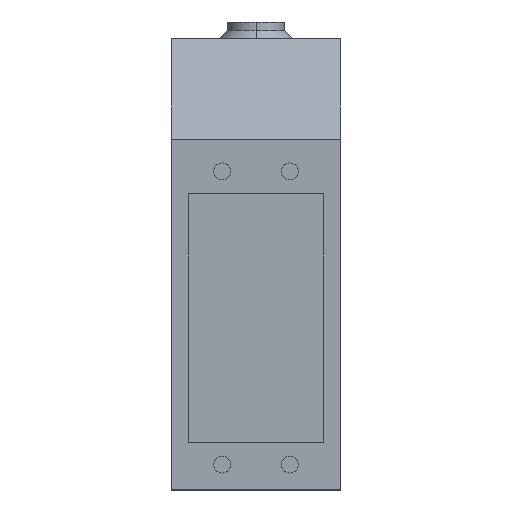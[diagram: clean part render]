
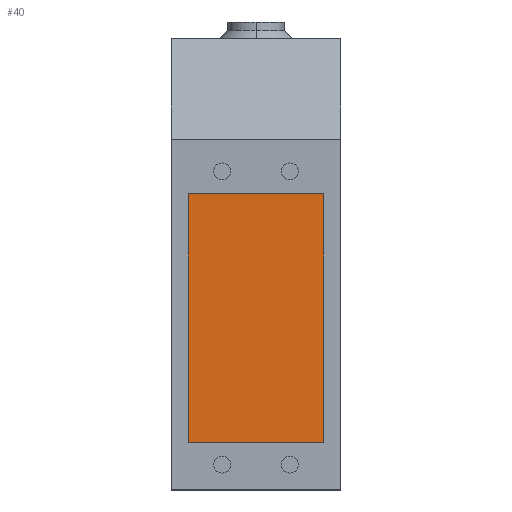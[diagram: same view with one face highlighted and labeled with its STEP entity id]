
A CAD part, left-side view. The second image highlights one B-rep face of the part: STEP entity #40.
In plain terms, the highlighted planar face has unit normal (-1, 0, 0).
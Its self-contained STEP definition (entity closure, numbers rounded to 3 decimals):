
#11 = LINE ( 'NONE', #858, #311 ) ;
#16 = CARTESIAN_POINT ( 'NONE',  ( -64., 3., -71.5 ) ) ;
#25 = EDGE_LOOP ( 'NONE', ( #1058, #1009, #963, #1019 ) ) ;
#40 = ADVANCED_FACE ( 'NONE', ( #1180 ), #108, .F. ) ;
#53 = DIRECTION ( 'NONE',  ( 0., 0., -1. ) ) ;
#86 = EDGE_CURVE ( 'NONE', #1350, #581, #357, .T. ) ;
#108 = PLANE ( 'NONE',  #432 ) ;
#274 = VECTOR ( 'NONE', #53, 1000. ) ;
#277 = DIRECTION ( 'NONE',  ( 0., 1., 0. ) ) ;
#311 = VECTOR ( 'NONE', #1434, 1000. ) ;
#357 = LINE ( 'NONE', #573, #629 ) ;
#363 = VECTOR ( 'NONE', #277, 1000. ) ;
#377 = CARTESIAN_POINT ( 'NONE',  ( -64., 3., -27.5 ) ) ;
#432 = AXIS2_PLACEMENT_3D ( 'NONE', #586, #934, #578 ) ;
#523 = CARTESIAN_POINT ( 'NONE',  ( -64., 3., -17.757 ) ) ;
#573 = CARTESIAN_POINT ( 'NONE',  ( -64., 27., -17.757 ) ) ;
#578 = DIRECTION ( 'NONE',  ( 0., 0., -1. ) ) ;
#581 = VERTEX_POINT ( 'NONE', #1518 ) ;
#586 = CARTESIAN_POINT ( 'NONE',  ( -64., 0., 0. ) ) ;
#614 = EDGE_CURVE ( 'NONE', #1335, #1350, #1224, .T. ) ;
#629 = VECTOR ( 'NONE', #1048, 1000. ) ;
#711 = EDGE_CURVE ( 'NONE', #1314, #1335, #1455, .T. ) ;
#858 = CARTESIAN_POINT ( 'NONE',  ( -64., 30., -27.5 ) ) ;
#927 = EDGE_CURVE ( 'NONE', #581, #1314, #11, .T. ) ;
#934 = DIRECTION ( 'NONE',  ( 1., 0., 0. ) ) ;
#963 = ORIENTED_EDGE ( 'NONE', *, *, #86, .F. ) ;
#1009 = ORIENTED_EDGE ( 'NONE', *, *, #927, .F. ) ;
#1019 = ORIENTED_EDGE ( 'NONE', *, *, #614, .F. ) ;
#1048 = DIRECTION ( 'NONE',  ( 0., 0., 1. ) ) ;
#1058 = ORIENTED_EDGE ( 'NONE', *, *, #711, .F. ) ;
#1180 = FACE_OUTER_BOUND ( 'NONE', #25, .T. ) ;
#1224 = LINE ( 'NONE', #1436, #363 ) ;
#1314 = VERTEX_POINT ( 'NONE', #377 ) ;
#1335 = VERTEX_POINT ( 'NONE', #16 ) ;
#1350 = VERTEX_POINT ( 'NONE', #1430 ) ;
#1430 = CARTESIAN_POINT ( 'NONE',  ( -64., 27., -71.5 ) ) ;
#1434 = DIRECTION ( 'NONE',  ( 0., -1., 0. ) ) ;
#1436 = CARTESIAN_POINT ( 'NONE',  ( -64., 30., -71.5 ) ) ;
#1455 = LINE ( 'NONE', #523, #274 ) ;
#1518 = CARTESIAN_POINT ( 'NONE',  ( -64., 27., -27.5 ) ) ;
